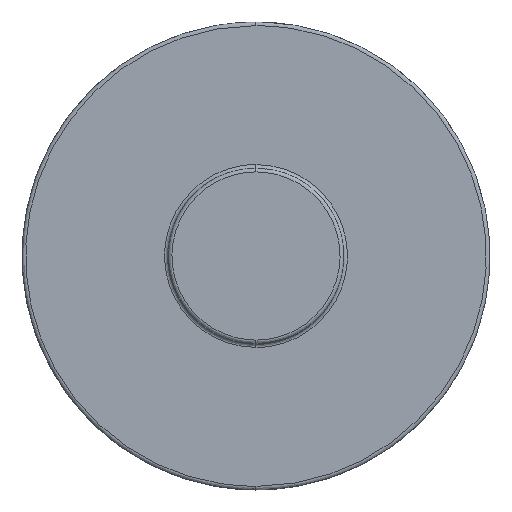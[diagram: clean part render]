
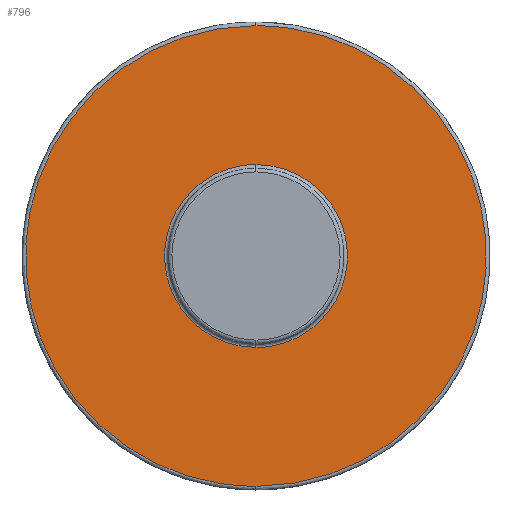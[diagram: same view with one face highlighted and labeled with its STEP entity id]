
A CAD part, front view. The second image highlights one B-rep face of the part: STEP entity #796.
In plain terms, the highlighted free-form (B-spline) face has degree [1, 1] with [2, 2] control points.
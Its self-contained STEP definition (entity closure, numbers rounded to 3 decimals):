
#199 = VERTEX_POINT('',#200);
#200 = CARTESIAN_POINT('',(0.,0.,117.47));
#206 = EDGE_CURVE('',#207,#199,#209,.T.);
#207 = VERTEX_POINT('',#208);
#208 = CARTESIAN_POINT('',(0.,0.,-117.47));
#209 = ( BOUNDED_CURVE() B_SPLINE_CURVE(2,(#210,#211,#212,#213,#214),
.UNSPECIFIED.,.F.,.F.) B_SPLINE_CURVE_WITH_KNOTS((3,2,3),(0.,
1.571,3.142),.PIECEWISE_BEZIER_KNOTS.) CURVE() 
GEOMETRIC_REPRESENTATION_ITEM() RATIONAL_B_SPLINE_CURVE((1.,
0.707,1.,0.707,1.)) REPRESENTATION_ITEM('') );
#210 = CARTESIAN_POINT('',(0.,0.,-117.47));
#211 = CARTESIAN_POINT('',(117.47,0.,-117.47));
#212 = CARTESIAN_POINT('',(117.47,0.,0.));
#213 = CARTESIAN_POINT('',(117.47,0.,117.47));
#214 = CARTESIAN_POINT('',(0.,0.,117.47));
#409 = VERTEX_POINT('',#410);
#410 = CARTESIAN_POINT('',(0.,0.,-46.615));
#416 = EDGE_CURVE('',#409,#417,#419,.T.);
#417 = VERTEX_POINT('',#418);
#418 = CARTESIAN_POINT('',(0.,0.,
    46.615));
#419 = ( BOUNDED_CURVE() B_SPLINE_CURVE(2,(#420,#421,#422,#423,#424),
.UNSPECIFIED.,.F.,.F.) B_SPLINE_CURVE_WITH_KNOTS((3,2,3),(0.,
1.571,3.142),.PIECEWISE_BEZIER_KNOTS.) CURVE() 
GEOMETRIC_REPRESENTATION_ITEM() RATIONAL_B_SPLINE_CURVE((1.,
0.707,1.,0.707,1.)) REPRESENTATION_ITEM('') );
#420 = CARTESIAN_POINT('',(0.,0.,-46.615));
#421 = CARTESIAN_POINT('',(-46.615,0.,-46.615));
#422 = CARTESIAN_POINT('',(-46.615,0.,0.));
#423 = CARTESIAN_POINT('',(-46.615,0.,46.615));
#424 = CARTESIAN_POINT('',(0.,0.,46.615));
#796 = ADVANCED_FACE('',(#797,#808),#819,.T.);
#797 = FACE_BOUND('',#798,.T.);
#798 = EDGE_LOOP('',(#799,#800));
#799 = ORIENTED_EDGE('',*,*,#416,.T.);
#800 = ORIENTED_EDGE('',*,*,#801,.T.);
#801 = EDGE_CURVE('',#417,#409,#802,.T.);
#802 = ( BOUNDED_CURVE() B_SPLINE_CURVE(2,(#803,#804,#805,#806,#807),
.UNSPECIFIED.,.F.,.F.) B_SPLINE_CURVE_WITH_KNOTS((3,2,3),(3.142,
4.712,6.283),.PIECEWISE_BEZIER_KNOTS.) CURVE() 
GEOMETRIC_REPRESENTATION_ITEM() RATIONAL_B_SPLINE_CURVE((1.,
0.707,1.,0.707,1.)) REPRESENTATION_ITEM('') );
#803 = CARTESIAN_POINT('',(0.,0.,46.615));
#804 = CARTESIAN_POINT('',(46.615,0.,46.615));
#805 = CARTESIAN_POINT('',(46.615,0.,0.));
#806 = CARTESIAN_POINT('',(46.615,0.,-46.615));
#807 = CARTESIAN_POINT('',(0.,0.,-46.615));
#808 = FACE_BOUND('',#809,.T.);
#809 = EDGE_LOOP('',(#810,#811));
#810 = ORIENTED_EDGE('',*,*,#206,.T.);
#811 = ORIENTED_EDGE('',*,*,#812,.T.);
#812 = EDGE_CURVE('',#199,#207,#813,.T.);
#813 = ( BOUNDED_CURVE() B_SPLINE_CURVE(2,(#814,#815,#816,#817,#818),
.UNSPECIFIED.,.F.,.F.) B_SPLINE_CURVE_WITH_KNOTS((3,2,3),(3.142,
4.712,6.283),.PIECEWISE_BEZIER_KNOTS.) CURVE() 
GEOMETRIC_REPRESENTATION_ITEM() RATIONAL_B_SPLINE_CURVE((1.,
0.707,1.,0.707,1.)) REPRESENTATION_ITEM('') );
#814 = CARTESIAN_POINT('',(0.,0.,117.47));
#815 = CARTESIAN_POINT('',(-117.47,0.,117.47));
#816 = CARTESIAN_POINT('',(-117.47,0.,0.));
#817 = CARTESIAN_POINT('',(-117.47,0.,-117.47));
#818 = CARTESIAN_POINT('',(0.,0.,-117.47));
#819 = B_SPLINE_SURFACE_WITH_KNOTS('',1,1,(
    (#820,#821)
    ,(#822,#823
    )),.UNSPECIFIED.,.F.,.F.,.F.,(2,2),(2,2),(-138.113,61.913),(
    -100.013,100.013),.PIECEWISE_BEZIER_KNOTS.);
#820 = CARTESIAN_POINT('',(-117.47,0.,117.47));
#821 = CARTESIAN_POINT('',(117.47,0.,117.47));
#822 = CARTESIAN_POINT('',(-117.47,0.,-117.47));
#823 = CARTESIAN_POINT('',(117.47,0.,-117.47));
